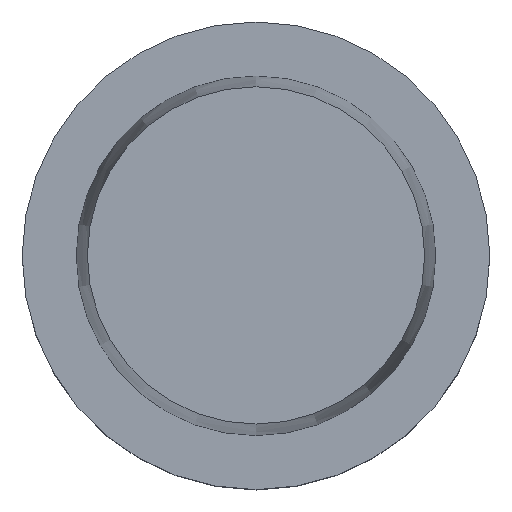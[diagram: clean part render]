
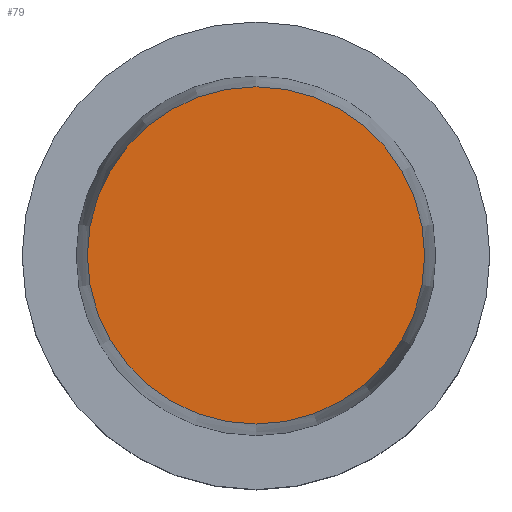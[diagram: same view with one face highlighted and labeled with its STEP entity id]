
A CAD part, top view. The second image highlights one B-rep face of the part: STEP entity #79.
In plain terms, the highlighted planar face has unit normal (0, 0, 1).
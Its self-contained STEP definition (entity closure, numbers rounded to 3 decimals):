
#79=ADVANCED_FACE('',(#104),#105,.T.);
#104=FACE_OUTER_BOUND('',#153,.T.);
#105=PLANE('',#154);
#153=EDGE_LOOP('',(#210));
#154=AXIS2_PLACEMENT_3D('',#211,#212,#213);
#210=ORIENTED_EDGE('',*,*,#278,.F.);
#211=CARTESIAN_POINT('',(0.,11.357,32.0));
#212=DIRECTION('',(0.,0.,1.0));
#213=DIRECTION('',(0.,-1.0,0.));
#278=EDGE_CURVE('',#298,#298,#299,.T.);
#298=VERTEX_POINT('',#330);
#299=CIRCLE('',#331,22.715);
#330=CARTESIAN_POINT('',(0.,22.715,32.0));
#331=AXIS2_PLACEMENT_3D('',#366,#367,#368);
#366=CARTESIAN_POINT('',(0.,0.,32.0));
#367=DIRECTION('',(0.,0.,-1.0));
#368=DIRECTION('',(0.,1.0,0.));
